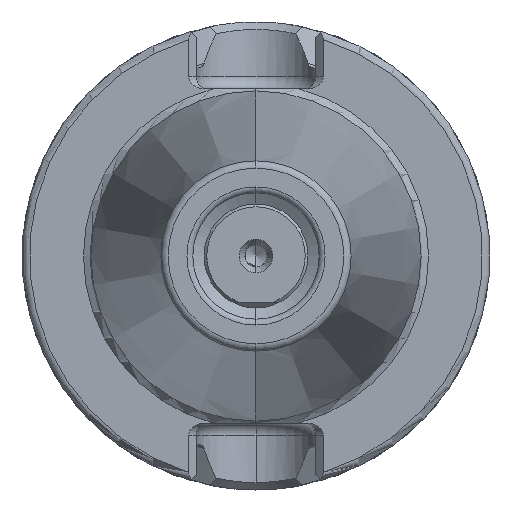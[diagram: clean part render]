
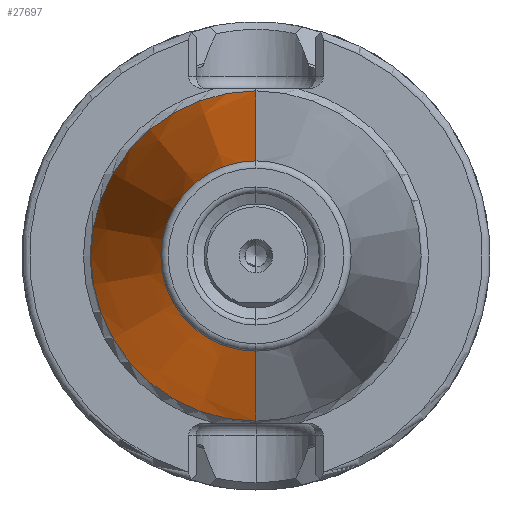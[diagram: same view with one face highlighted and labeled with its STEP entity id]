
A CAD part, left-side view. The second image highlights one B-rep face of the part: STEP entity #27697.
In plain terms, the highlighted conical face has half-angle 8.297 degrees and reference radius 22.225 mm.
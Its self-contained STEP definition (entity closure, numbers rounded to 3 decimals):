
#1801 = DIRECTION ( 'NONE',  ( 0., 0., -1. ) ) ;
#2824 = VECTOR ( 'NONE', #5082, 1000. ) ;
#5082 = DIRECTION ( 'NONE',  ( 0.99, 0., 0.144 ) ) ;
#5945 = EDGE_LOOP ( 'NONE', ( #43077, #39564, #14398, #37276 ) ) ;
#6661 = CARTESIAN_POINT ( 'NONE',  ( 0., 0., -22.225 ) ) ;
#6961 = CARTESIAN_POINT ( 'NONE',  ( 0., 0., -22.225 ) ) ;
#7814 = CARTESIAN_POINT ( 'NONE',  ( -64.544, 0., -12.812 ) ) ;
#13094 = CARTESIAN_POINT ( 'NONE',  ( -64.544, 0., 0. ) ) ;
#13431 = CIRCLE ( 'NONE', #40750, 12.812 ) ;
#14398 = ORIENTED_EDGE ( 'NONE', *, *, #35991, .T. ) ;
#14439 = VECTOR ( 'NONE', #28443, 1000. ) ;
#14568 = CONICAL_SURFACE ( 'NONE', #31162, 22.225, 0.145 ) ;
#15688 = FACE_OUTER_BOUND ( 'NONE', #5945, .T. ) ;
#16734 = DIRECTION ( 'NONE',  ( 0., 0., 1. ) ) ;
#19158 = CARTESIAN_POINT ( 'NONE',  ( 0., 0., 0. ) ) ;
#19296 = CARTESIAN_POINT ( 'NONE',  ( -64.544, 0., 12.812 ) ) ;
#19698 = CARTESIAN_POINT ( 'NONE',  ( 0., 0., 0. ) ) ;
#20397 = VERTEX_POINT ( 'NONE', #19296 ) ;
#22736 = DIRECTION ( 'NONE',  ( 0., 0., 1. ) ) ;
#23279 = DIRECTION ( 'NONE',  ( 1., 0., 0. ) ) ;
#24882 = CARTESIAN_POINT ( 'NONE',  ( 0., 0., 22.225 ) ) ;
#27697 = ADVANCED_FACE ( 'NONE', ( #15688 ), #14568, .T. ) ;
#27731 = VERTEX_POINT ( 'NONE', #7814 ) ;
#27777 = AXIS2_PLACEMENT_3D ( 'NONE', #19158, #44201, #22736 ) ;
#27829 = EDGE_CURVE ( 'NONE', #20397, #27731, #13431, .T. ) ;
#28443 = DIRECTION ( 'NONE',  ( 0.99, 0., -0.144 ) ) ;
#28803 = CIRCLE ( 'NONE', #27777, 22.225 ) ;
#29905 = VERTEX_POINT ( 'NONE', #24882 ) ;
#30600 = EDGE_CURVE ( 'NONE', #27731, #37545, #43011, .T. ) ;
#31162 = AXIS2_PLACEMENT_3D ( 'NONE', #19698, #23279, #1801 ) ;
#31443 = LINE ( 'NONE', #40811, #2824 ) ;
#35991 = EDGE_CURVE ( 'NONE', #29905, #37545, #28803, .T. ) ;
#37276 = ORIENTED_EDGE ( 'NONE', *, *, #30600, .F. ) ;
#37545 = VERTEX_POINT ( 'NONE', #6661 ) ;
#38173 = DIRECTION ( 'NONE',  ( -1., 0., 0. ) ) ;
#39564 = ORIENTED_EDGE ( 'NONE', *, *, #41438, .T. ) ;
#40750 = AXIS2_PLACEMENT_3D ( 'NONE', #13094, #38173, #16734 ) ;
#40811 = CARTESIAN_POINT ( 'NONE',  ( 0., 0., 22.225 ) ) ;
#41438 = EDGE_CURVE ( 'NONE', #20397, #29905, #31443, .T. ) ;
#43011 = LINE ( 'NONE', #6961, #14439 ) ;
#43077 = ORIENTED_EDGE ( 'NONE', *, *, #27829, .F. ) ;
#44201 = DIRECTION ( 'NONE',  ( -1., 0., 0. ) ) ;
